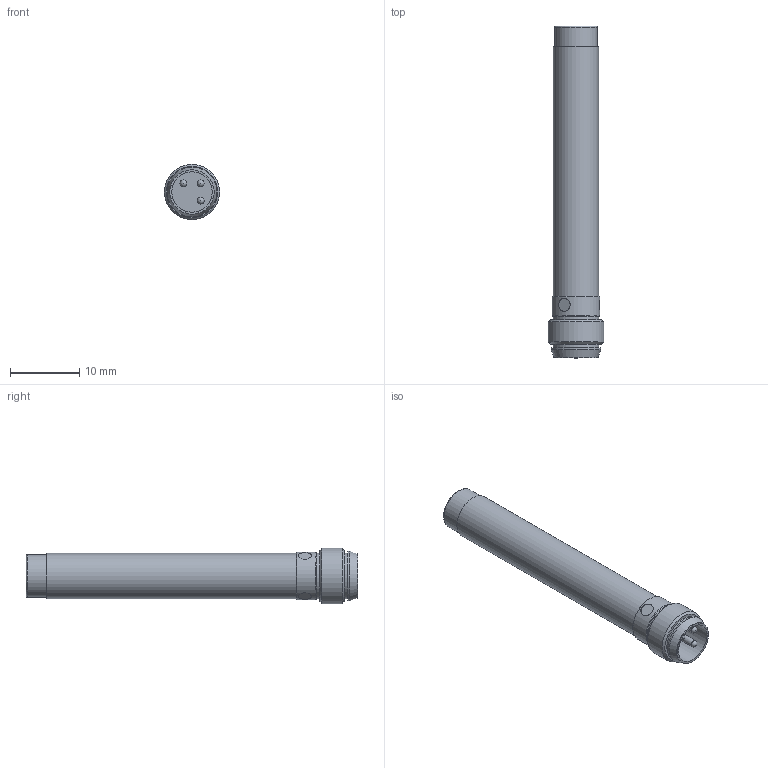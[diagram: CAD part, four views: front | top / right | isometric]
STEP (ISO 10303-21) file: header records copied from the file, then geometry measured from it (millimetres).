
FILE_DESCRIPTION(/* description */ ('','CAx-IF Rec.Pracs.---Representation and Presentation of Product Manufacturing Information (PMI)---4.0---2014-10-13'),/* implementation_level */ '2;1');
FILE_NAME(/* name */ 'KNID6.5KM3NG3-T3.stp',/* time_stamp */ '2019-01-11T08:21:57+01:00',/* author */ ('cf'),/* organization */ ('di-soric GmbH & Co. KG'),/* preprocessor_version */ 'ST-DEVELOPER v17.2',/* originating_system */ 'Autodesk Inventor 2019',/* authorisation */ '');
FILE_SCHEMA (('AP242_MANAGED_MODEL_BASED_3D_ENGINEERING_MIM_LF { 1 0 10303 442 1 1 4 }'));
Length unit declared in the file: millimetre
Products named in the file (1): KNID6.5KM3NG3-T3
Bounding box: 7.97 x 47.9 x 7.97 mm (x, y, z)
Volume: 610.6 mm3; surface area: 1997.6 mm2
Topology: 4 solids, 6 shells, 87 faces, 184 edges, 126 vertices
Faces by surface type: cylinder 42, plane 36, cone 5, sphere 3, torus 1
Full cylindrical faces by diameter (mm): 0.8 x3, 1 x6, 5.54 x1, 5.6 x2, 5.7 x1, 5.77 x2, 5.8 x1, 6.2 x2, 6.4 x1, 6.5 x1, 6.6 x2, 6.9 x1, 7.2 x1, 8 x1
Entity records: 2751 total; most frequent: CARTESIAN_POINT 554, DIRECTION 456, ORIENTED_EDGE 362, AXIS2_PLACEMENT_3D 204, EDGE_CURVE 181, VERTEX_POINT 126, EDGE_LOOP 115, CIRCLE 105
